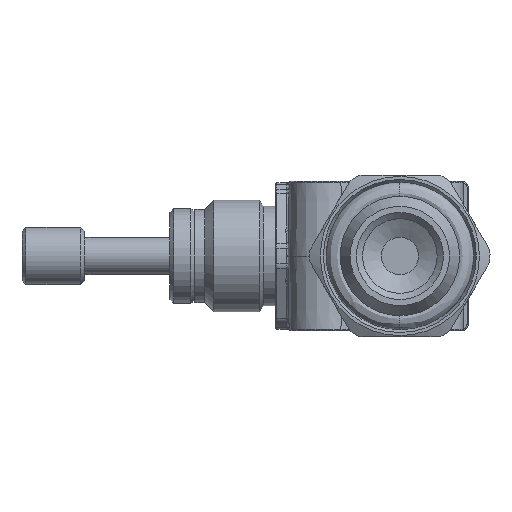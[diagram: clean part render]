
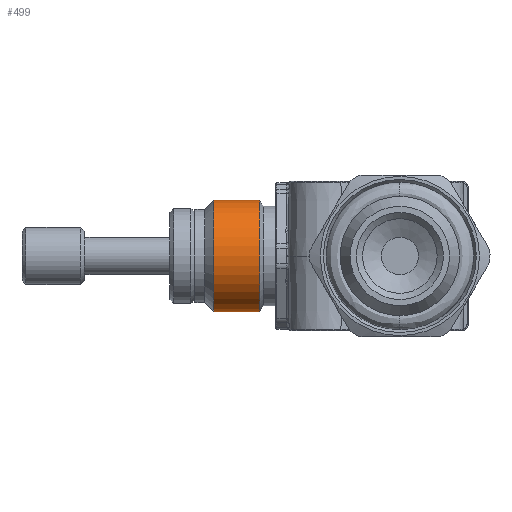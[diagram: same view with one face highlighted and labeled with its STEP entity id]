
A CAD part, left-side view. The second image highlights one B-rep face of the part: STEP entity #499.
In plain terms, the highlighted cylindrical face has radius 4.5 mm (diameter 9 mm), a full revolution.
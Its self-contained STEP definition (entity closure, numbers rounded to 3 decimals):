
#499 = ADVANCED_FACE( 'NONE', ( #1542, #1543 ), #1544, .T. );
#1542 = FACE_OUTER_BOUND( '', #8468, .T. );
#1543 = FACE_OUTER_BOUND( '', #8469, .T. );
#1544 = CYLINDRICAL_SURFACE( '', #8470, 4.5 );
#8468 = EDGE_LOOP( '', ( #16415 ) );
#8469 = EDGE_LOOP( '', ( #16416 ) );
#8470 = AXIS2_PLACEMENT_3D( '', #16417, #16418, #16419 );
#16415 = ORIENTED_EDGE( '', *, *, #19996, .T. );
#16416 = ORIENTED_EDGE( '', *, *, #19199, .F. );
#16417 = CARTESIAN_POINT( '', ( 0., 3.3, 0. ) );
#16418 = DIRECTION( '', ( 0., -1., 0. ) );
#16419 = DIRECTION( '', ( 0., 0., -1. ) );
#19199 = EDGE_CURVE( 'NONE', #21401, #21401, #21402, .T. );
#19996 = EDGE_CURVE( 'NONE', #22731, #22731, #22732, .T. );
#21401 = VERTEX_POINT( '', #25990 );
#21402 = CIRCLE( '', #25991, 4.5 );
#22731 = VERTEX_POINT( '', #30000 );
#22732 = CIRCLE( '', #30001, 4.5 );
#25990 = CARTESIAN_POINT( '', ( 0., 16.789, 4.5 ) );
#25991 = AXIS2_PLACEMENT_3D( '', #32344, #32345, #32346 );
#30000 = CARTESIAN_POINT( '', ( 0., 20.45, -4.5 ) );
#30001 = AXIS2_PLACEMENT_3D( '', #32977, #32978, #32979 );
#32344 = CARTESIAN_POINT( '', ( 0., 16.789, 0. ) );
#32345 = DIRECTION( '', ( 0., -1., 0. ) );
#32346 = DIRECTION( '', ( 0., 0., 1. ) );
#32977 = CARTESIAN_POINT( '', ( 0., 20.45, 0. ) );
#32978 = DIRECTION( '', ( 0., -1., 0. ) );
#32979 = DIRECTION( '', ( 0., 0., -1. ) );
